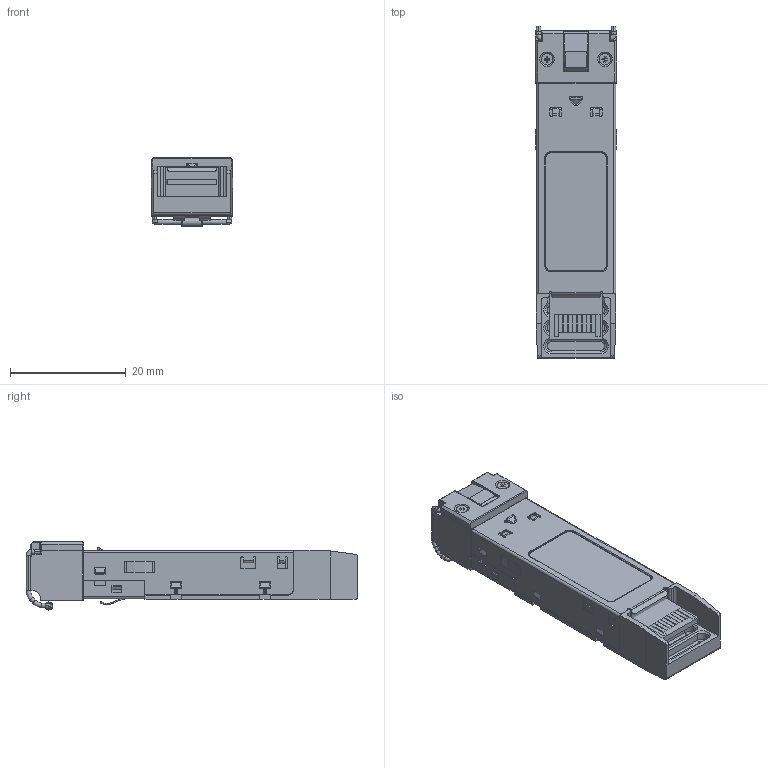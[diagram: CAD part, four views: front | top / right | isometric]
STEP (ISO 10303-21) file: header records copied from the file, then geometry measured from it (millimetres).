
FILE_DESCRIPTION (( 'STEP AP214' ), '1' );
FILE_NAME ('FXC-SFPDXX80KOC48_3D.STEP', '2022-07-06T18:40:55', ( '' ), ( '' ), 'SwSTEP 2.0', 'SolidWorks 2021', '' );
FILE_SCHEMA (( 'AUTOMOTIVE_DESIGN' ));
Length unit declared in the file: inch
Products named in the file (12): SFP-S3042.STEP; SFP-S3045.STEP; SFP-S3043.STEP; SFP-S3049.STEP; SFP-S3041.STEP; SFP-S3046.STEP; SFP-S3044.STEP; SFP-S3048.STEP; FXC-SFPDXX80KOC48_3D; SFP-S304.STEP; SFP-S30410.STEP; SFP-S3047.STEP
Assembly tree (11 placements, depth 3):
  FXC-SFPDXX80KOC48_3D
    SFP-S304.STEP
      SFP-S3041.STEP
      SFP-S3042.STEP
      SFP-S3043.STEP
      SFP-S3044.STEP
      SFP-S3045.STEP
      SFP-S3046.STEP
      SFP-S3047.STEP
      SFP-S3048.STEP
      SFP-S3049.STEP
      SFP-S30410.STEP
Bounding box: 14.02 x 57.35 x 11.77 mm (x, y, z)
Volume: 5348.8 mm3; surface area: 6588.8 mm2
Topology: 10 solids, 10 shells, 1258 faces, 3391 edges, 2168 vertices
Faces by surface type: plane 643, cylinder 456, torus 107, cone 22, bspline 16, sphere 14
Entity records: 40580 total; most frequent: CARTESIAN_POINT 8202, ORIENTED_EDGE 6738, DIRECTION 6665, EDGE_CURVE 3369, AXIS2_PLACEMENT_3D 2222, VECTOR 2221, LINE 2221, VERTEX_POINT 2168
